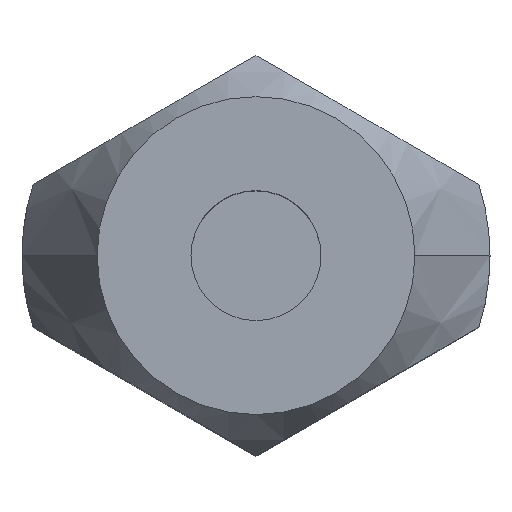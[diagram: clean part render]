
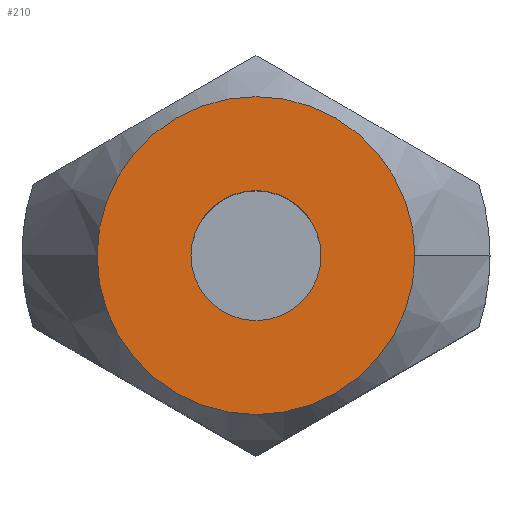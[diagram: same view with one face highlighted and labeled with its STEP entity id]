
A CAD part, top view. The second image highlights one B-rep face of the part: STEP entity #210.
In plain terms, the highlighted planar face has unit normal (0, 0, 1).
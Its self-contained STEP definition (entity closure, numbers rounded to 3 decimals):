
#19 = DIRECTION ( 'NONE',  ( 1., 0., 0. ) ) ;
#23 = DIRECTION ( 'NONE',  ( 1., 0., 0. ) ) ;
#41 = PLANE ( 'NONE',  #371 ) ;
#65 = DIRECTION ( 'NONE',  ( 0., 0., 1. ) ) ;
#93 = CARTESIAN_POINT ( 'NONE',  ( 6.113, 0., 15. ) ) ;
#123 = DIRECTION ( 'NONE',  ( 1., 0., 0. ) ) ;
#155 = ORIENTED_EDGE ( 'NONE', *, *, #273, .T. ) ;
#176 = ORIENTED_EDGE ( 'NONE', *, *, #369, .F. ) ;
#180 = CARTESIAN_POINT ( 'NONE',  ( 0., 0., 15. ) ) ;
#210 = ADVANCED_FACE ( 'NONE', ( #325, #270 ), #41, .F. ) ;
#211 = CARTESIAN_POINT ( 'NONE',  ( 2.5, 0., 15. ) ) ;
#231 = CARTESIAN_POINT ( 'NONE',  ( 6.113, 0., 15. ) ) ;
#270 = FACE_OUTER_BOUND ( 'NONE', #576, .T. ) ;
#273 = EDGE_CURVE ( 'NONE', #517, #705, #635, .T. ) ;
#283 = EDGE_LOOP ( 'NONE', ( #176, #647 ) ) ;
#287 = CARTESIAN_POINT ( 'NONE',  ( -2.5, 0., 15. ) ) ;
#303 = CIRCLE ( 'NONE', #474, 6.113 ) ;
#325 = FACE_BOUND ( 'NONE', #283, .T. ) ;
#369 = EDGE_CURVE ( 'NONE', #649, #639, #413, .T. ) ;
#371 = AXIS2_PLACEMENT_3D ( 'NONE', #231, #516, #445 ) ;
#413 = CIRCLE ( 'NONE', #710, 2.5 ) ;
#419 = CARTESIAN_POINT ( 'NONE',  ( 0., 0., 15. ) ) ;
#434 = AXIS2_PLACEMENT_3D ( 'NONE', #180, #720, #714 ) ;
#436 = AXIS2_PLACEMENT_3D ( 'NONE', #661, #541, #23 ) ;
#445 = DIRECTION ( 'NONE',  ( -1., 0., 0. ) ) ;
#456 = EDGE_CURVE ( 'NONE', #705, #517, #303, .T. ) ;
#474 = AXIS2_PLACEMENT_3D ( 'NONE', #608, #65, #19 ) ;
#493 = EDGE_CURVE ( 'NONE', #639, #649, #747, .T. ) ;
#516 = DIRECTION ( 'NONE',  ( 0., 0., -1. ) ) ;
#517 = VERTEX_POINT ( 'NONE', #678 ) ;
#541 = DIRECTION ( 'NONE',  ( 0., 0., 1. ) ) ;
#576 = EDGE_LOOP ( 'NONE', ( #155, #676 ) ) ;
#589 = DIRECTION ( 'NONE',  ( 0., 0., 1. ) ) ;
#608 = CARTESIAN_POINT ( 'NONE',  ( 0., 0., 15. ) ) ;
#635 = CIRCLE ( 'NONE', #434, 6.113 ) ;
#639 = VERTEX_POINT ( 'NONE', #287 ) ;
#647 = ORIENTED_EDGE ( 'NONE', *, *, #493, .F. ) ;
#649 = VERTEX_POINT ( 'NONE', #211 ) ;
#661 = CARTESIAN_POINT ( 'NONE',  ( 0., 0., 15. ) ) ;
#676 = ORIENTED_EDGE ( 'NONE', *, *, #456, .T. ) ;
#678 = CARTESIAN_POINT ( 'NONE',  ( -6.113, 0., 15. ) ) ;
#705 = VERTEX_POINT ( 'NONE', #93 ) ;
#710 = AXIS2_PLACEMENT_3D ( 'NONE', #419, #589, #123 ) ;
#714 = DIRECTION ( 'NONE',  ( 1., 0., 0. ) ) ;
#720 = DIRECTION ( 'NONE',  ( 0., 0., 1. ) ) ;
#747 = CIRCLE ( 'NONE', #436, 2.5 ) ;
